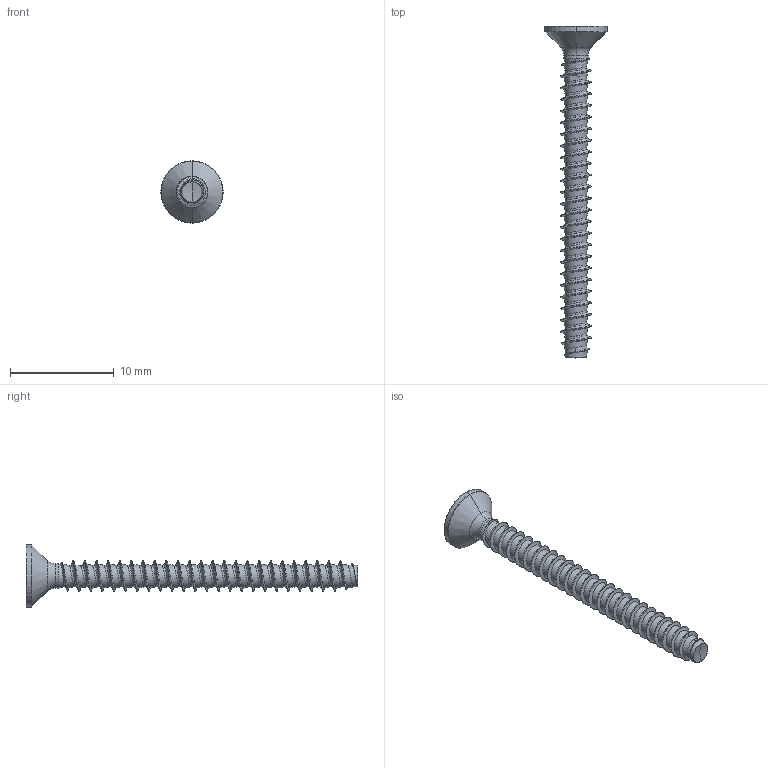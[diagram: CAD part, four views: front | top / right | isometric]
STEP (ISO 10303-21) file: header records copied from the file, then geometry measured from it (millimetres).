
FILE_DESCRIPTION (( 'STEP AP203' ), '1' );
FILE_NAME ('STP410300320.STEP', '2020-09-04T15:00:56', ( '' ), ( '' ), 'SwSTEP 2.0', 'SolidWorks 2015', '' );
FILE_SCHEMA (( 'CONFIG_CONTROL_DESIGN' ));
Length unit declared in the file: millimetre
Products named in the file (2): STP410300320
Bounding box: 6 x 32 x 6 mm (x, y, z)
Volume: 157.4 mm3; surface area: 411.8 mm2
Topology: 1 solids, 1 shells, 135 faces, 351 edges, 218 vertices
Faces by surface type: cylinder 77, bspline 35, cone 13, torus 6, sphere 2, plane 2
Entity records: 34024 total; most frequent: CARTESIAN_POINT 31110, ORIENTED_EDGE 698, DIRECTION 420, EDGE_CURVE 349, VERTEX_POINT 218, AXIS2_PLACEMENT_3D 163, B_SPLINE_CURVE_WITH_KNOTS 143, EDGE_LOOP 137
